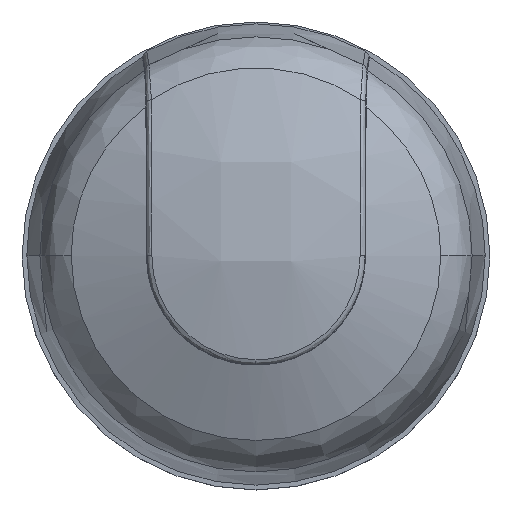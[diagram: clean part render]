
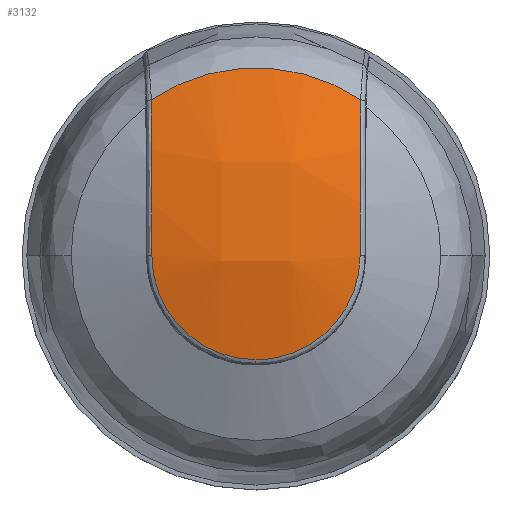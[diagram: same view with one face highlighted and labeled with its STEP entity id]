
A CAD part, top view. The second image highlights one B-rep face of the part: STEP entity #3132.
In plain terms, the highlighted free-form (B-spline) face has degree [3, 3] with [4, 4] control points.
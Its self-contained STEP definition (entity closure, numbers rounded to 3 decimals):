
#15 = CARTESIAN_POINT ( 'NONE',  ( 29.031, 14.337, 21.112 ) ) ;
#478 = CARTESIAN_POINT ( 'NONE',  ( 22.201, 13.255, 21.112 ) ) ;
#493 = CARTESIAN_POINT ( 'NONE',  ( 13.138, 29.512, 20.838 ) ) ;
#513 = ORIENTED_EDGE ( 'NONE', *, *, #12436, .F. ) ;
#618 = CARTESIAN_POINT ( 'NONE',  ( 13.247, 22.25, 21.112 ) ) ;
#1026 =( BOUNDED_SURFACE ( )  B_SPLINE_SURFACE ( 3, 3, ( 
 ( #4919, #10349, #20438, #13596 ),
 ( #8388, #5147, #16921, #13526 ),
 ( #20366, #15424, #18863, #13837 ),
 ( #18942, #19157, #15649, #5311 ) ),
 .UNSPECIFIED., .F., .F., .F. ) 
 B_SPLINE_SURFACE_WITH_KNOTS ( ( 4, 4 ),
 ( 4, 4 ),
 ( 0., 1. ),
 ( 0., 1. ),
 .UNSPECIFIED. ) 
 GEOMETRIC_REPRESENTATION_ITEM ( )  RATIONAL_B_SPLINE_SURFACE ( (
 ( 1., 0.955, 0.955, 1.),
 ( 0.978, 0.934, 0.934, 0.978),
 ( 0.978, 0.934, 0.934, 0.978),
 ( 1., 0.955, 0.955, 1.) ) ) 
 REPRESENTATION_ITEM ( '' )  SURFACE ( )  );
#1584 = CARTESIAN_POINT ( 'NONE',  ( 33.032, 17.909, 21.112 ) ) ;
#1585 = FACE_OUTER_BOUND ( 'NONE', #3318, .T. ) ;
#1747 = VERTEX_POINT ( 'NONE', #2841 ) ;
#2190 = CARTESIAN_POINT ( 'NONE',  ( 18.028, 14.889, 21.112 ) ) ;
#2265 = EDGE_CURVE ( 'NONE', #15149, #10209, #9635, .T. ) ;
#2332 = CARTESIAN_POINT ( 'NONE',  ( 13.143, 23.969, 21.112 ) ) ;
#2806 = CARTESIAN_POINT ( 'NONE',  ( 34.857, 24., 21.112 ) ) ;
#2841 = CARTESIAN_POINT ( 'NONE',  ( 24., 13.143, 21.112 ) ) ;
#3000 = B_SPLINE_CURVE_WITH_KNOTS ( 'NONE', 3,
 ( #2806, #8338, #18365, #11518, #3099, #13394 ),
 .UNSPECIFIED., .F., .F.,
 ( 4, 2, 4 ),
 ( 0., 0.5, 1. ),
 .UNSPECIFIED. ) ;
#3099 = CARTESIAN_POINT ( 'NONE',  ( 34.895, 37.662, 18.903 ) ) ;
#3132 = ADVANCED_FACE ( 'NONE', ( #1585 ), #1026, .T. ) ;
#3220 = CARTESIAN_POINT ( 'NONE',  ( 34.856, 23.89, 21.112 ) ) ;
#3318 = EDGE_LOOP ( 'NONE', ( #513, #3493, #7155, #16372, #16640 ) ) ;
#3493 = ORIENTED_EDGE ( 'NONE', *, *, #13287, .T. ) ;
#3919 = CARTESIAN_POINT ( 'NONE',  ( 13.143, 24., 21.112 ) ) ;
#4105 = B_SPLINE_CURVE_WITH_KNOTS ( 'NONE', 3,
 ( #12419, #5694, #478, #5769, #21195, #2190, #14223, #17672, #7442, #19407, #17537, #5619, #618, #17828, #10937, #9300, #2332, #9013 ),
 .UNSPECIFIED., .F., .F.,
 ( 4, 2, 2, 2, 2, 2, 2, 2, 4 ),
 ( 0., 0.158, 0.317, 0.475, 0.633, 0.792, 0.95, 0.994, 1. ),
 .UNSPECIFIED. ) ;
#4304 = EDGE_CURVE ( 'NONE', #15149, #11826, #11079, .T. ) ;
#4841 = CARTESIAN_POINT ( 'NONE',  ( 33.913, 19.481, 21.112 ) ) ;
#4916 = CARTESIAN_POINT ( 'NONE',  ( 26.271, 13.322, 21.112 ) ) ;
#4919 = CARTESIAN_POINT ( 'NONE',  ( 12.957, 13.328, 19.674 ) ) ;
#5147 = CARTESIAN_POINT ( 'NONE',  ( 20.235, 23.441, 24.345 ) ) ;
#5311 = CARTESIAN_POINT ( 'NONE',  ( 35.043, 43.199, 16.381 ) ) ;
#5619 = CARTESIAN_POINT ( 'NONE',  ( 13.43, 21.364, 21.112 ) ) ;
#5694 = CARTESIAN_POINT ( 'NONE',  ( 23.099, 13.143, 21.112 ) ) ;
#5769 = CARTESIAN_POINT ( 'NONE',  ( 20.454, 13.699, 21.112 ) ) ;
#6594 = CARTESIAN_POINT ( 'NONE',  ( 28.212, 13.953, 21.112 ) ) ;
#6741 = CARTESIAN_POINT ( 'NONE',  ( 32.496, 17.18, 21.112 ) ) ;
#6820 = CARTESIAN_POINT ( 'NONE',  ( 34.857, 23.969, 21.112 ) ) ;
#7155 = ORIENTED_EDGE ( 'NONE', *, *, #2265, .F. ) ;
#7442 = CARTESIAN_POINT ( 'NONE',  ( 15.385, 17.331, 21.112 ) ) ;
#8253 = AXIS2_PLACEMENT_3D ( 'NONE', #11159, #19861, #9463 ) ;
#8338 = CARTESIAN_POINT ( 'NONE',  ( 34.857, 26.746, 21.112 ) ) ;
#8388 = CARTESIAN_POINT ( 'NONE',  ( 20.235, 12.835, 21.537 ) ) ;
#8458 = CARTESIAN_POINT ( 'NONE',  ( 24., 13.143, 21.112 ) ) ;
#8528 = CARTESIAN_POINT ( 'NONE',  ( 30.556, 15.299, 21.112 ) ) ;
#8954 = CARTESIAN_POINT ( 'NONE',  ( 13.085, 40.259, 17.8 ) ) ;
#8957 = CARTESIAN_POINT ( 'NONE',  ( 13.105, 37.662, 18.903 ) ) ;
#9013 = CARTESIAN_POINT ( 'NONE',  ( 13.143, 24., 21.112 ) ) ;
#9097 = CARTESIAN_POINT ( 'NONE',  ( 13.143, 26.746, 21.112 ) ) ;
#9300 = CARTESIAN_POINT ( 'NONE',  ( 13.143, 23.937, 21.112 ) ) ;
#9463 = DIRECTION ( 'NONE',  ( 1., 0., 0. ) ) ;
#9635 = CIRCLE ( 'NONE', #8253, 19.583 ) ;
#10209 = VERTEX_POINT ( 'NONE', #14204 ) ;
#10349 = CARTESIAN_POINT ( 'NONE',  ( 12.957, 23.466, 22.358 ) ) ;
#10937 = CARTESIAN_POINT ( 'NONE',  ( 13.146, 23.653, 21.112 ) ) ;
#11079 = B_SPLINE_CURVE_WITH_KNOTS ( 'NONE', 3,
 ( #19204, #8957, #20921, #493, #9097, #3919 ),
 .UNSPECIFIED., .F., .F.,
 ( 4, 2, 4 ),
 ( 0., 0.5, 1. ),
 .UNSPECIFIED. ) ;
#11159 = CARTESIAN_POINT ( 'NONE',  ( 24., 24., 17.8 ) ) ;
#11518 = CARTESIAN_POINT ( 'NONE',  ( 34.881, 34.97, 19.734 ) ) ;
#11650 = CARTESIAN_POINT ( 'NONE',  ( 34.857, 23.937, 21.112 ) ) ;
#11826 = VERTEX_POINT ( 'NONE', #18028 ) ;
#12016 = B_SPLINE_CURVE_WITH_KNOTS ( 'NONE', 3,
 ( #22085, #6820, #11650, #3220, #15124, #18776, #13523, #16779, #4841, #1584, #6741, #18703, #8528, #15, #6594, #4916, #16916, #8458 ),
 .UNSPECIFIED., .F., .F.,
 ( 4, 2, 2, 2, 2, 2, 2, 2, 4 ),
 ( 0., 0.006, 0.008, 0.167, 0.325, 0.483, 0.642, 0.8, 1. ),
 .UNSPECIFIED. ) ;
#12419 = CARTESIAN_POINT ( 'NONE',  ( 24., 13.143, 21.112 ) ) ;
#12436 = EDGE_CURVE ( 'NONE', #15942, #1747, #12016, .T. ) ;
#13287 = EDGE_CURVE ( 'NONE', #15942, #10209, #3000, .T. ) ;
#13394 = CARTESIAN_POINT ( 'NONE',  ( 34.915, 40.259, 17.8 ) ) ;
#13523 = CARTESIAN_POINT ( 'NONE',  ( 34.72, 22.061, 21.112 ) ) ;
#13526 = CARTESIAN_POINT ( 'NONE',  ( 20.235, 44.086, 18.092 ) ) ;
#13596 = CARTESIAN_POINT ( 'NONE',  ( 12.957, 43.199, 16.381 ) ) ;
#13837 = CARTESIAN_POINT ( 'NONE',  ( 27.765, 44.086, 18.092 ) ) ;
#14204 = CARTESIAN_POINT ( 'NONE',  ( 34.915, 40.259, 17.8 ) ) ;
#14223 = CARTESIAN_POINT ( 'NONE',  ( 17.292, 15.416, 21.112 ) ) ;
#15124 = CARTESIAN_POINT ( 'NONE',  ( 34.856, 23.874, 21.112 ) ) ;
#15149 = VERTEX_POINT ( 'NONE', #8954 ) ;
#15424 = CARTESIAN_POINT ( 'NONE',  ( 27.765, 23.441, 24.345 ) ) ;
#15649 = CARTESIAN_POINT ( 'NONE',  ( 35.043, 33.889, 21.208 ) ) ;
#15942 = VERTEX_POINT ( 'NONE', #17136 ) ;
#16372 = ORIENTED_EDGE ( 'NONE', *, *, #4304, .T. ) ;
#16640 = ORIENTED_EDGE ( 'NONE', *, *, #19944, .F. ) ;
#16779 = CARTESIAN_POINT ( 'NONE',  ( 34.254, 20.32, 21.112 ) ) ;
#16916 = CARTESIAN_POINT ( 'NONE',  ( 25.139, 13.143, 21.112 ) ) ;
#16921 = CARTESIAN_POINT ( 'NONE',  ( 20.235, 34.346, 23.142 ) ) ;
#17136 = CARTESIAN_POINT ( 'NONE',  ( 34.857, 24., 21.112 ) ) ;
#17537 = CARTESIAN_POINT ( 'NONE',  ( 14.009, 19.657, 21.112 ) ) ;
#17672 = CARTESIAN_POINT ( 'NONE',  ( 15.969, 16.639, 21.112 ) ) ;
#17828 = CARTESIAN_POINT ( 'NONE',  ( 13.157, 23.4, 21.112 ) ) ;
#18028 = CARTESIAN_POINT ( 'NONE',  ( 13.143, 24., 21.112 ) ) ;
#18365 = CARTESIAN_POINT ( 'NONE',  ( 34.862, 29.512, 20.838 ) ) ;
#18703 = CARTESIAN_POINT ( 'NONE',  ( 31.255, 15.873, 21.112 ) ) ;
#18776 = CARTESIAN_POINT ( 'NONE',  ( 34.844, 22.957, 21.112 ) ) ;
#18863 = CARTESIAN_POINT ( 'NONE',  ( 27.765, 34.346, 23.142 ) ) ;
#18942 = CARTESIAN_POINT ( 'NONE',  ( 35.043, 13.328, 19.674 ) ) ;
#19157 = CARTESIAN_POINT ( 'NONE',  ( 35.043, 23.466, 22.358 ) ) ;
#19204 = CARTESIAN_POINT ( 'NONE',  ( 13.085, 40.259, 17.8 ) ) ;
#19407 = CARTESIAN_POINT ( 'NONE',  ( 14.404, 18.843, 21.112 ) ) ;
#19861 = DIRECTION ( 'NONE',  ( 0., 0., -1. ) ) ;
#19944 = EDGE_CURVE ( 'NONE', #1747, #11826, #4105, .T. ) ;
#20366 = CARTESIAN_POINT ( 'NONE',  ( 27.765, 12.835, 21.537 ) ) ;
#20438 = CARTESIAN_POINT ( 'NONE',  ( 12.957, 33.889, 21.208 ) ) ;
#20921 = CARTESIAN_POINT ( 'NONE',  ( 13.119, 34.97, 19.734 ) ) ;
#21195 = CARTESIAN_POINT ( 'NONE',  ( 19.612, 14.029, 21.112 ) ) ;
#22085 = CARTESIAN_POINT ( 'NONE',  ( 34.857, 24., 21.112 ) ) ;
